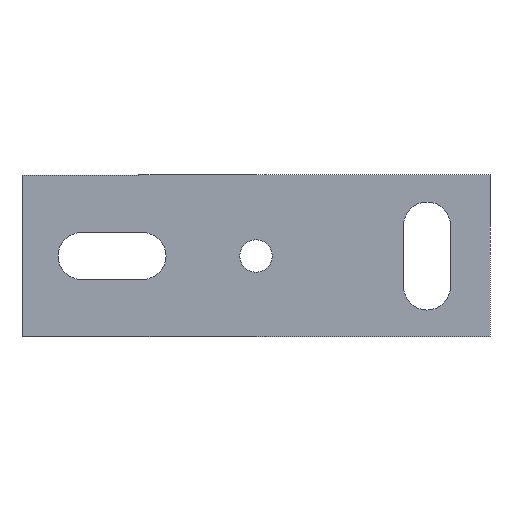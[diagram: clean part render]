
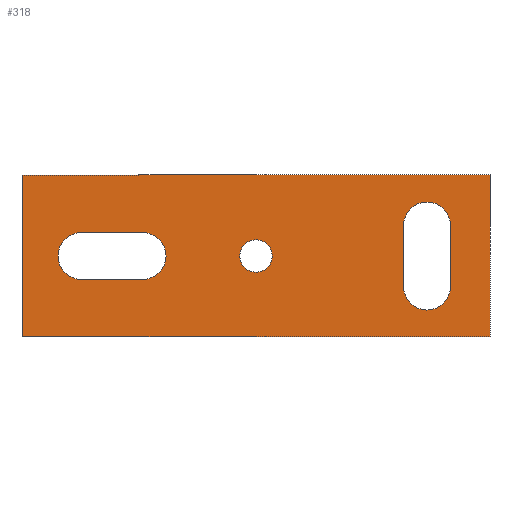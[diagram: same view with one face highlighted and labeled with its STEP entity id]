
A CAD part, left-side view. The second image highlights one B-rep face of the part: STEP entity #318.
In plain terms, the highlighted planar face has unit normal (-1, 0, 0).
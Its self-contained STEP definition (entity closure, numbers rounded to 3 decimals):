
#20 = CARTESIAN_POINT ( 'NONE',  ( -10., -41., -8.5 ) ) ;
#41 = ORIENTED_EDGE ( 'NONE', *, *, #2257, .F. ) ;
#67 = EDGE_CURVE ( 'NONE', #449, #1875, #867, .T. ) ;
#71 = CARTESIAN_POINT ( 'NONE',  ( -10., 65., -22.5 ) ) ;
#95 = LINE ( 'NONE', #861, #1649 ) ;
#139 = LINE ( 'NONE', #1729, #1284 ) ;
#213 = AXIS2_PLACEMENT_3D ( 'NONE', #266, #2376, #3439 ) ;
#225 = DIRECTION ( 'NONE',  ( 0., 0., 1. ) ) ;
#228 = DIRECTION ( 'NONE',  ( -1., 0., 0. ) ) ;
#259 = CARTESIAN_POINT ( 'NONE',  ( -10., -65., -22.5 ) ) ;
#266 = CARTESIAN_POINT ( 'NONE',  ( -10., -47.5, -8.5 ) ) ;
#318 = ADVANCED_FACE ( 'NONE', ( #2434, #1416, #2489, #2977 ), #2458, .T. ) ;
#355 = DIRECTION ( 'NONE',  ( -1., 0., 0. ) ) ;
#363 = EDGE_CURVE ( 'NONE', #1862, #2486, #95, .T. ) ;
#421 = LINE ( 'NONE', #3413, #1826 ) ;
#440 = CARTESIAN_POINT ( 'NONE',  ( -10., 48.5, 0. ) ) ;
#449 = VERTEX_POINT ( 'NONE', #1125 ) ;
#504 = CARTESIAN_POINT ( 'NONE',  ( -10., 65., 22.5 ) ) ;
#533 = LINE ( 'NONE', #1137, #1042 ) ;
#547 = LINE ( 'NONE', #20, #3435 ) ;
#552 = CARTESIAN_POINT ( 'NONE',  ( -10., -47.5, -8.5 ) ) ;
#577 = ORIENTED_EDGE ( 'NONE', *, *, #2575, .T. ) ;
#617 = DIRECTION ( 'NONE',  ( 0., -1., 0. ) ) ;
#618 = CARTESIAN_POINT ( 'NONE',  ( -10., 0., 0. ) ) ;
#769 = CARTESIAN_POINT ( 'NONE',  ( -10., 65., -22.5 ) ) ;
#793 = ORIENTED_EDGE ( 'NONE', *, *, #3040, .F. ) ;
#829 = VECTOR ( 'NONE', #2098, 1000. ) ;
#835 = CIRCLE ( 'NONE', #213, 6.5 ) ;
#857 = ORIENTED_EDGE ( 'NONE', *, *, #2644, .F. ) ;
#861 = CARTESIAN_POINT ( 'NONE',  ( -10., 48.5, 6.5 ) ) ;
#867 = CIRCLE ( 'NONE', #1808, 4.5 ) ;
#879 = CIRCLE ( 'NONE', #2781, 4.5 ) ;
#958 = EDGE_LOOP ( 'NONE', ( #3105, #2617, #577, #2813 ) ) ;
#985 = CIRCLE ( 'NONE', #3214, 6.5 ) ;
#1029 = CARTESIAN_POINT ( 'NONE',  ( -10., 65., -22.5 ) ) ;
#1042 = VECTOR ( 'NONE', #617, 1000. ) ;
#1069 = ORIENTED_EDGE ( 'NONE', *, *, #67, .F. ) ;
#1073 = VERTEX_POINT ( 'NONE', #3375 ) ;
#1083 = EDGE_LOOP ( 'NONE', ( #793, #2718, #2465, #1558, #2070 ) ) ;
#1099 = DIRECTION ( 'NONE',  ( 0., 0., -1. ) ) ;
#1125 = CARTESIAN_POINT ( 'NONE',  ( -10., 0., -4.5 ) ) ;
#1137 = CARTESIAN_POINT ( 'NONE',  ( -10., 48.5, -6.5 ) ) ;
#1153 = ORIENTED_EDGE ( 'NONE', *, *, #1502, .F. ) ;
#1186 = VERTEX_POINT ( 'NONE', #1600 ) ;
#1210 = VECTOR ( 'NONE', #1835, 1000. ) ;
#1242 = EDGE_CURVE ( 'NONE', #2935, #2355, #3411, .T. ) ;
#1284 = VECTOR ( 'NONE', #2805, 1000. ) ;
#1345 = DIRECTION ( 'NONE',  ( 0., 0., 1. ) ) ;
#1346 = VERTEX_POINT ( 'NONE', #1784 ) ;
#1382 = CARTESIAN_POINT ( 'NONE',  ( -10., 31.5, -6.5 ) ) ;
#1395 = VERTEX_POINT ( 'NONE', #3160 ) ;
#1413 = DIRECTION ( 'NONE',  ( -1., 0., 0. ) ) ;
#1416 = FACE_OUTER_BOUND ( 'NONE', #958, .T. ) ;
#1417 = VERTEX_POINT ( 'NONE', #2907 ) ;
#1496 = DIRECTION ( 'NONE',  ( -1., 0., 0. ) ) ;
#1501 = EDGE_CURVE ( 'NONE', #1346, #1417, #985, .T. ) ;
#1502 = EDGE_CURVE ( 'NONE', #2486, #1073, #3372, .T. ) ;
#1558 = ORIENTED_EDGE ( 'NONE', *, *, #1609, .F. ) ;
#1600 = CARTESIAN_POINT ( 'NONE',  ( -10., -47.5, -15. ) ) ;
#1603 = CARTESIAN_POINT ( 'NONE',  ( -10., 48.5, 6.5 ) ) ;
#1609 = EDGE_CURVE ( 'NONE', #1417, #1395, #547, .T. ) ;
#1641 = DIRECTION ( 'NONE',  ( 0., 0., 1. ) ) ;
#1649 = VECTOR ( 'NONE', #3231, 1000. ) ;
#1668 = DIRECTION ( 'NONE',  ( -1., 0., 0. ) ) ;
#1729 = CARTESIAN_POINT ( 'NONE',  ( -10., -54., -8.5 ) ) ;
#1749 = DIRECTION ( 'NONE',  ( 0., 0., 1. ) ) ;
#1784 = CARTESIAN_POINT ( 'NONE',  ( -10., -54., 8.5 ) ) ;
#1808 = AXIS2_PLACEMENT_3D ( 'NONE', #2684, #1946, #2754 ) ;
#1826 = VECTOR ( 'NONE', #2291, 1000. ) ;
#1835 = DIRECTION ( 'NONE',  ( 0., 0., -1. ) ) ;
#1861 = CARTESIAN_POINT ( 'NONE',  ( -10., 0., 4.5 ) ) ;
#1862 = VERTEX_POINT ( 'NONE', #2594 ) ;
#1875 = VERTEX_POINT ( 'NONE', #1861 ) ;
#1888 = VERTEX_POINT ( 'NONE', #71 ) ;
#1946 = DIRECTION ( 'NONE',  ( -1., 0., 0. ) ) ;
#1984 = VECTOR ( 'NONE', #225, 1000. ) ;
#2050 = AXIS2_PLACEMENT_3D ( 'NONE', #552, #1413, #1641 ) ;
#2070 = ORIENTED_EDGE ( 'NONE', *, *, #1501, .F. ) ;
#2098 = DIRECTION ( 'NONE',  ( 0., -1., 0. ) ) ;
#2207 = ORIENTED_EDGE ( 'NONE', *, *, #363, .F. ) ;
#2215 = AXIS2_PLACEMENT_3D ( 'NONE', #618, #1668, #1345 ) ;
#2216 = EDGE_LOOP ( 'NONE', ( #2849, #1153, #2207, #857 ) ) ;
#2227 = CIRCLE ( 'NONE', #3271, 6.5 ) ;
#2257 = EDGE_CURVE ( 'NONE', #1875, #449, #879, .T. ) ;
#2291 = DIRECTION ( 'NONE',  ( 0., 1., 0. ) ) ;
#2298 = CARTESIAN_POINT ( 'NONE',  ( -10., 0., 0. ) ) ;
#2320 = EDGE_LOOP ( 'NONE', ( #1069, #41 ) ) ;
#2323 = CARTESIAN_POINT ( 'NONE',  ( -10., 31.5, 0. ) ) ;
#2340 = CARTESIAN_POINT ( 'NONE',  ( -10., -47.5, 8.5 ) ) ;
#2355 = VERTEX_POINT ( 'NONE', #2593 ) ;
#2357 = DIRECTION ( 'NONE',  ( 0., 0., 1. ) ) ;
#2368 = VERTEX_POINT ( 'NONE', #2947 ) ;
#2376 = DIRECTION ( 'NONE',  ( -1., 0., 0. ) ) ;
#2434 = FACE_BOUND ( 'NONE', #2216, .T. ) ;
#2458 = PLANE ( 'NONE',  #2215 ) ;
#2465 = ORIENTED_EDGE ( 'NONE', *, *, #2596, .F. ) ;
#2486 = VERTEX_POINT ( 'NONE', #1603 ) ;
#2489 = FACE_BOUND ( 'NONE', #2320, .T. ) ;
#2575 = EDGE_CURVE ( 'NONE', #1888, #2935, #2628, .T. ) ;
#2593 = CARTESIAN_POINT ( 'NONE',  ( -10., -65., 22.5 ) ) ;
#2594 = CARTESIAN_POINT ( 'NONE',  ( -10., 31.5, 6.5 ) ) ;
#2596 = EDGE_CURVE ( 'NONE', #1395, #1186, #3053, .T. ) ;
#2612 = AXIS2_PLACEMENT_3D ( 'NONE', #440, #1496, #3356 ) ;
#2617 = ORIENTED_EDGE ( 'NONE', *, *, #2793, .T. ) ;
#2628 = LINE ( 'NONE', #1029, #829 ) ;
#2642 = LINE ( 'NONE', #769, #1210 ) ;
#2644 = EDGE_CURVE ( 'NONE', #2783, #1862, #2227, .T. ) ;
#2684 = CARTESIAN_POINT ( 'NONE',  ( -10., 0., 0. ) ) ;
#2692 = EDGE_CURVE ( 'NONE', #2355, #3223, #421, .T. ) ;
#2718 = ORIENTED_EDGE ( 'NONE', *, *, #3237, .F. ) ;
#2754 = DIRECTION ( 'NONE',  ( 0., 0., 1. ) ) ;
#2781 = AXIS2_PLACEMENT_3D ( 'NONE', #2298, #355, #1749 ) ;
#2783 = VERTEX_POINT ( 'NONE', #1382 ) ;
#2793 = EDGE_CURVE ( 'NONE', #3223, #1888, #2642, .T. ) ;
#2805 = DIRECTION ( 'NONE',  ( 0., 0., 1. ) ) ;
#2813 = ORIENTED_EDGE ( 'NONE', *, *, #1242, .T. ) ;
#2839 = DIRECTION ( 'NONE',  ( -1., 0., 0. ) ) ;
#2849 = ORIENTED_EDGE ( 'NONE', *, *, #3274, .F. ) ;
#2907 = CARTESIAN_POINT ( 'NONE',  ( -10., -41., 8.5 ) ) ;
#2935 = VERTEX_POINT ( 'NONE', #2997 ) ;
#2947 = CARTESIAN_POINT ( 'NONE',  ( -10., -54., -8.5 ) ) ;
#2977 = FACE_BOUND ( 'NONE', #1083, .T. ) ;
#2997 = CARTESIAN_POINT ( 'NONE',  ( -10., -65., -22.5 ) ) ;
#3040 = EDGE_CURVE ( 'NONE', #2368, #1346, #139, .T. ) ;
#3053 = CIRCLE ( 'NONE', #2050, 6.5 ) ;
#3105 = ORIENTED_EDGE ( 'NONE', *, *, #2692, .T. ) ;
#3120 = DIRECTION ( 'NONE',  ( 0., 0., 1. ) ) ;
#3160 = CARTESIAN_POINT ( 'NONE',  ( -10., -41., -8.5 ) ) ;
#3214 = AXIS2_PLACEMENT_3D ( 'NONE', #2340, #2839, #3120 ) ;
#3223 = VERTEX_POINT ( 'NONE', #504 ) ;
#3231 = DIRECTION ( 'NONE',  ( 0., 1., 0. ) ) ;
#3237 = EDGE_CURVE ( 'NONE', #1186, #2368, #835, .T. ) ;
#3271 = AXIS2_PLACEMENT_3D ( 'NONE', #2323, #228, #2357 ) ;
#3274 = EDGE_CURVE ( 'NONE', #1073, #2783, #533, .T. ) ;
#3356 = DIRECTION ( 'NONE',  ( 0., 0., 1. ) ) ;
#3372 = CIRCLE ( 'NONE', #2612, 6.5 ) ;
#3375 = CARTESIAN_POINT ( 'NONE',  ( -10., 48.5, -6.5 ) ) ;
#3411 = LINE ( 'NONE', #259, #1984 ) ;
#3413 = CARTESIAN_POINT ( 'NONE',  ( -10., 65., 22.5 ) ) ;
#3435 = VECTOR ( 'NONE', #1099, 1000. ) ;
#3439 = DIRECTION ( 'NONE',  ( 0., 0., 1. ) ) ;
